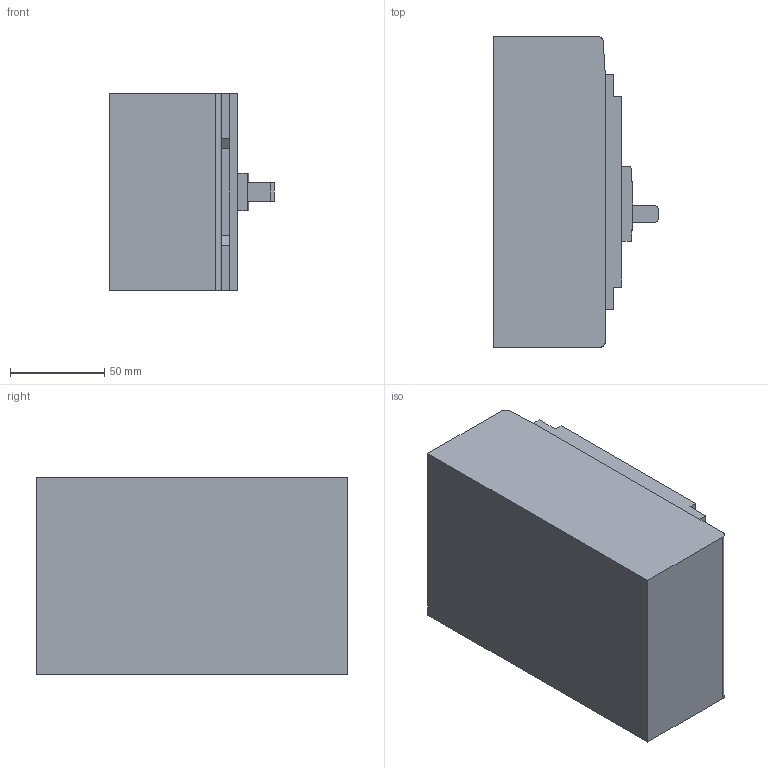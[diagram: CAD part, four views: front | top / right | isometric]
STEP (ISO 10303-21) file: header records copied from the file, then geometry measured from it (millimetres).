
FILE_DESCRIPTION (( 'STEP AP214' ), '1' );
FILE_NAME ('UTS150N-FTU-125A-3P-LL-UL.STEP', '2023-05-19T13:16:03', ( '' ), ( '' ), 'SwSTEP 2.0', 'SolidWorks 2022', '' );
FILE_SCHEMA (( 'AUTOMOTIVE_DESIGN' ));
Length unit declared in the file: millimetre
Products named in the file (1): UTS150N-FTU-125A-3P-LL-UL
Bounding box: 87.5 x 165 x 105 mm (x, y, z)
Volume: 1112298.7 mm3; surface area: 103849.1 mm2
Topology: 3 solids, 3 shells, 120 faces, 279 edges, 171 vertices
Faces by surface type: plane 52, torus 27, cylinder 25, bspline 16
Entity records: 4397 total; most frequent: CARTESIAN_POINT 1395, DIRECTION 563, ORIENTED_EDGE 558, EDGE_CURVE 279, AXIS2_PLACEMENT_3D 217, VERTEX_POINT 171, LINE 129, VECTOR 129
